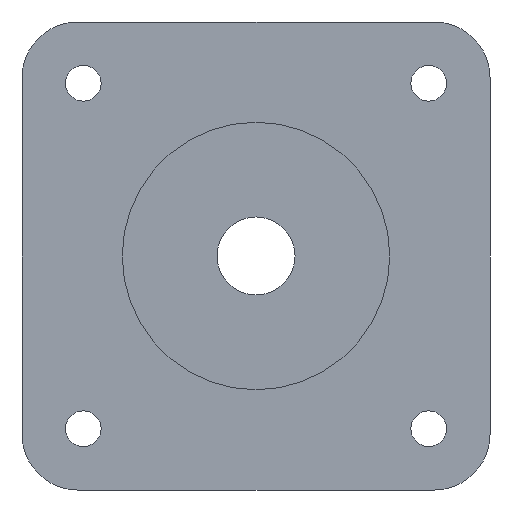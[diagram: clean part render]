
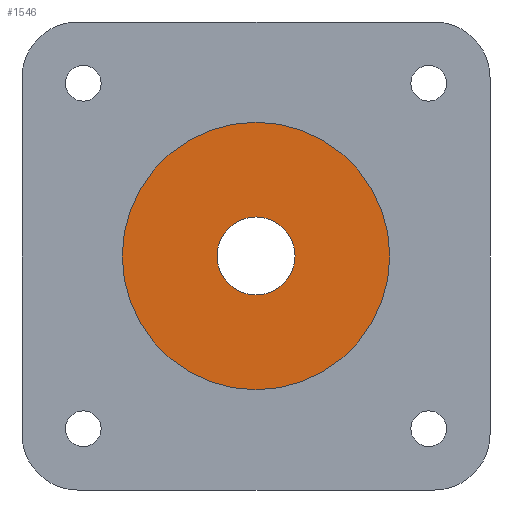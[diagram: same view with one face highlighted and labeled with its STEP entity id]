
A CAD part, front view. The second image highlights one B-rep face of the part: STEP entity #1546.
In plain terms, the highlighted planar face has unit normal (0, -1, 0).
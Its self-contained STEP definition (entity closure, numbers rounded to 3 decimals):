
#59 = EDGE_CURVE ( 'NONE', #399, #1554, #1015, .T. ) ;
#217 = DIRECTION ( 'NONE',  ( 0., 0., -1. ) ) ;
#220 = ORIENTED_EDGE ( 'NONE', *, *, #470, .T. ) ;
#238 = PLANE ( 'NONE',  #653 ) ;
#257 = EDGE_CURVE ( 'NONE', #1634, #610, #649, .T. ) ;
#266 = EDGE_LOOP ( 'NONE', ( #1571, #1623 ) ) ;
#399 = VERTEX_POINT ( 'NONE', #850 ) ;
#402 = AXIS2_PLACEMENT_3D ( 'NONE', #902, #684, #693 ) ;
#427 = CIRCLE ( 'NONE', #402, 3.5 ) ;
#448 = CARTESIAN_POINT ( 'NONE',  ( 21., 3., -21. ) ) ;
#466 = FACE_OUTER_BOUND ( 'NONE', #1452, .T. ) ;
#470 = EDGE_CURVE ( 'NONE', #610, #1634, #895, .T. ) ;
#483 = CARTESIAN_POINT ( 'NONE',  ( 21., 3., -24.5 ) ) ;
#490 = CARTESIAN_POINT ( 'NONE',  ( 21., 3., -9. ) ) ;
#537 = DIRECTION ( 'NONE',  ( 0., 0., -1. ) ) ;
#558 = AXIS2_PLACEMENT_3D ( 'NONE', #803, #668, #537 ) ;
#579 = DIRECTION ( 'NONE',  ( 0., -1., 0. ) ) ;
#610 = VERTEX_POINT ( 'NONE', #490 ) ;
#649 = CIRCLE ( 'NONE', #558, 12. ) ;
#653 = AXIS2_PLACEMENT_3D ( 'NONE', #1029, #765, #217 ) ;
#668 = DIRECTION ( 'NONE',  ( 0., -1., 0. ) ) ;
#684 = DIRECTION ( 'NONE',  ( 0., -1., 0. ) ) ;
#693 = DIRECTION ( 'NONE',  ( 0., 0., -1. ) ) ;
#738 = CARTESIAN_POINT ( 'NONE',  ( 21., 3., -21. ) ) ;
#765 = DIRECTION ( 'NONE',  ( 0., -1., 0. ) ) ;
#803 = CARTESIAN_POINT ( 'NONE',  ( 21., 3., -21. ) ) ;
#826 = ORIENTED_EDGE ( 'NONE', *, *, #257, .T. ) ;
#850 = CARTESIAN_POINT ( 'NONE',  ( 21., 3., -17.5 ) ) ;
#868 = AXIS2_PLACEMENT_3D ( 'NONE', #738, #1278, #984 ) ;
#895 = CIRCLE ( 'NONE', #1010, 12. ) ;
#902 = CARTESIAN_POINT ( 'NONE',  ( 21., 3., -21. ) ) ;
#984 = DIRECTION ( 'NONE',  ( 0., 0., -1. ) ) ;
#992 = DIRECTION ( 'NONE',  ( 0., 0., -1. ) ) ;
#1010 = AXIS2_PLACEMENT_3D ( 'NONE', #448, #579, #992 ) ;
#1015 = CIRCLE ( 'NONE', #868, 3.5 ) ;
#1017 = CARTESIAN_POINT ( 'NONE',  ( 21., 3., -33. ) ) ;
#1029 = CARTESIAN_POINT ( 'NONE',  ( 21., 3., -21. ) ) ;
#1120 = EDGE_CURVE ( 'NONE', #1554, #399, #427, .T. ) ;
#1278 = DIRECTION ( 'NONE',  ( 0., -1., 0. ) ) ;
#1419 = FACE_BOUND ( 'NONE', #266, .T. ) ;
#1452 = EDGE_LOOP ( 'NONE', ( #826, #220 ) ) ;
#1546 = ADVANCED_FACE ( 'NONE', ( #1419, #466 ), #238, .T. ) ;
#1554 = VERTEX_POINT ( 'NONE', #483 ) ;
#1571 = ORIENTED_EDGE ( 'NONE', *, *, #1120, .F. ) ;
#1623 = ORIENTED_EDGE ( 'NONE', *, *, #59, .F. ) ;
#1634 = VERTEX_POINT ( 'NONE', #1017 ) ;
